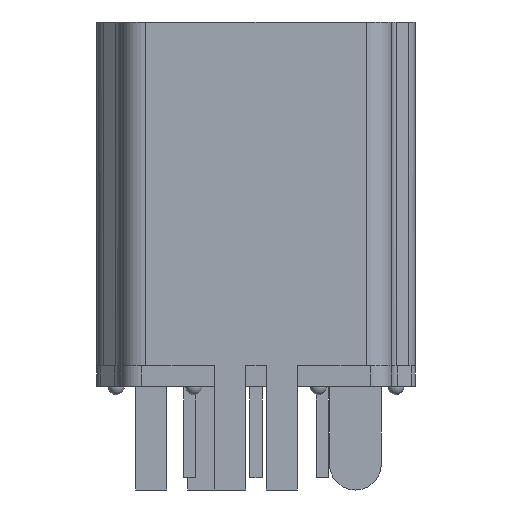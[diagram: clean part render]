
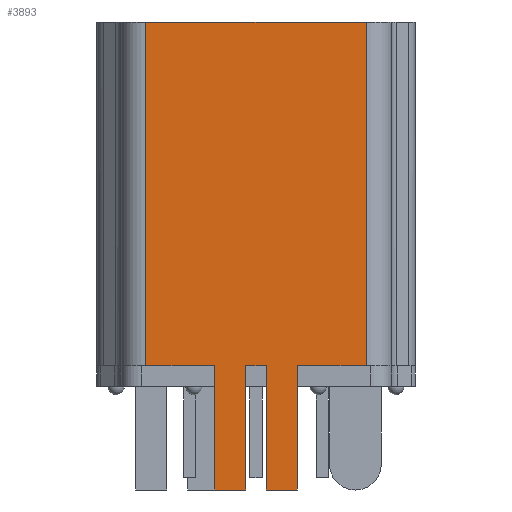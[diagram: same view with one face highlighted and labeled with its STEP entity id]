
A CAD part, front view. The second image highlights one B-rep face of the part: STEP entity #3893.
In plain terms, the highlighted planar face has unit normal (0, -1, 0).
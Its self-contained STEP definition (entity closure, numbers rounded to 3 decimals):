
#220=FACE_OUTER_BOUND('',#438,.T.);
#438=EDGE_LOOP('',(#2824,#2825,#2826,#2827,#2828,#2829,#2830,#2831,#2832,
#2833,#2834,#2835));
#631=LINE('',#5551,#1070);
#692=LINE('',#5738,#1131);
#696=LINE('',#5751,#1135);
#711=LINE('',#5797,#1150);
#750=LINE('',#5914,#1189);
#751=LINE('',#5917,#1190);
#752=LINE('',#5919,#1191);
#753=LINE('',#5920,#1192);
#754=LINE('',#5921,#1193);
#755=LINE('',#5923,#1194);
#756=LINE('',#5925,#1195);
#757=LINE('',#5926,#1196);
#1070=VECTOR('',#4435,5.328);
#1131=VECTOR('',#4584,0.5);
#1135=VECTOR('',#4594,1.664);
#1150=VECTOR('',#4629,1.664);
#1189=VECTOR('',#4742,8.3);
#1190=VECTOR('',#4745,3.);
#1191=VECTOR('',#4746,0.75);
#1192=VECTOR('',#4747,3.);
#1193=VECTOR('',#4748,8.3);
#1194=VECTOR('',#4749,3.);
#1195=VECTOR('',#4750,0.75);
#1196=VECTOR('',#4751,3.);
#1628=VERTEX_POINT('',#5548);
#1629=VERTEX_POINT('',#5550);
#1709=VERTEX_POINT('',#5734);
#1711=VERTEX_POINT('',#5737);
#1716=VERTEX_POINT('',#5748);
#1717=VERTEX_POINT('',#5750);
#1737=VERTEX_POINT('',#5794);
#1738=VERTEX_POINT('',#5796);
#1775=VERTEX_POINT('',#5916);
#1776=VERTEX_POINT('',#5918);
#1777=VERTEX_POINT('',#5922);
#1778=VERTEX_POINT('',#5924);
#2005=EDGE_CURVE('',#1629,#1628,#631,.T.);
#2096=EDGE_CURVE('',#1709,#1711,#692,.T.);
#2102=EDGE_CURVE('',#1716,#1717,#696,.T.);
#2124=EDGE_CURVE('',#1737,#1738,#711,.T.);
#2182=EDGE_CURVE('',#1738,#1628,#750,.T.);
#2183=EDGE_CURVE('',#1709,#1775,#751,.T.);
#2184=EDGE_CURVE('',#1775,#1776,#752,.T.);
#2185=EDGE_CURVE('',#1776,#1717,#753,.T.);
#2186=EDGE_CURVE('',#1716,#1629,#754,.T.);
#2187=EDGE_CURVE('',#1737,#1777,#755,.T.);
#2188=EDGE_CURVE('',#1777,#1778,#756,.T.);
#2189=EDGE_CURVE('',#1778,#1711,#757,.T.);
#2824=ORIENTED_EDGE('',*,*,#2096,.F.);
#2825=ORIENTED_EDGE('',*,*,#2183,.T.);
#2826=ORIENTED_EDGE('',*,*,#2184,.T.);
#2827=ORIENTED_EDGE('',*,*,#2185,.T.);
#2828=ORIENTED_EDGE('',*,*,#2102,.F.);
#2829=ORIENTED_EDGE('',*,*,#2186,.T.);
#2830=ORIENTED_EDGE('',*,*,#2005,.T.);
#2831=ORIENTED_EDGE('',*,*,#2182,.F.);
#2832=ORIENTED_EDGE('',*,*,#2124,.F.);
#2833=ORIENTED_EDGE('',*,*,#2187,.T.);
#2834=ORIENTED_EDGE('',*,*,#2188,.T.);
#2835=ORIENTED_EDGE('',*,*,#2189,.T.);
#3731=PLANE('',#4183);
#3893=ADVANCED_FACE('',(#220),#3731,.T.);
#4183=AXIS2_PLACEMENT_3D('',#5915,#4743,#4744);
#4435=DIRECTION('',(-1.,0.,0.));
#4584=DIRECTION('',(-1.,0.,0.));
#4594=DIRECTION('',(-1.,0.,0.));
#4629=DIRECTION('',(-1.,0.,0.));
#4742=DIRECTION('',(0.,0.,1.));
#4743=DIRECTION('center_axis',(0.,-1.,0.));
#4744=DIRECTION('ref_axis',(1.,0.,0.));
#4745=DIRECTION('',(0.,0.,-1.));
#4746=DIRECTION('',(1.,0.,0.));
#4747=DIRECTION('',(0.,0.,1.));
#4748=DIRECTION('',(0.,0.,1.));
#4749=DIRECTION('',(0.,0.,-1.));
#4750=DIRECTION('',(1.,0.,0.));
#4751=DIRECTION('',(0.,0.,1.));
#5548=CARTESIAN_POINT('',(-2.664,-1.95,0.));
#5550=CARTESIAN_POINT('',(2.664,-1.95,0.));
#5551=CARTESIAN_POINT('',(2.664,-1.95,0.));
#5734=CARTESIAN_POINT('',(0.25,-1.95,-8.3));
#5737=CARTESIAN_POINT('',(-0.25,-1.95,-8.3));
#5738=CARTESIAN_POINT('',(0.25,-1.95,-8.3));
#5748=CARTESIAN_POINT('',(2.664,-1.95,-8.3));
#5750=CARTESIAN_POINT('',(1.,-1.95,-8.3));
#5751=CARTESIAN_POINT('',(2.664,-1.95,-8.3));
#5794=CARTESIAN_POINT('',(-1.,-1.95,-8.3));
#5796=CARTESIAN_POINT('',(-2.664,-1.95,-8.3));
#5797=CARTESIAN_POINT('',(-1.,-1.95,-8.3));
#5914=CARTESIAN_POINT('',(-2.664,-1.95,-8.3));
#5915=CARTESIAN_POINT('Origin',(-2.664,-1.95,0.));
#5916=CARTESIAN_POINT('',(0.25,-1.95,-11.3));
#5917=CARTESIAN_POINT('',(0.25,-1.95,-8.3));
#5918=CARTESIAN_POINT('',(1.,-1.95,-11.3));
#5919=CARTESIAN_POINT('',(0.25,-1.95,-11.3));
#5920=CARTESIAN_POINT('',(1.,-1.95,-11.3));
#5921=CARTESIAN_POINT('',(2.664,-1.95,-8.3));
#5922=CARTESIAN_POINT('',(-1.,-1.95,-11.3));
#5923=CARTESIAN_POINT('',(-1.,-1.95,-8.3));
#5924=CARTESIAN_POINT('',(-0.25,-1.95,-11.3));
#5925=CARTESIAN_POINT('',(-1.,-1.95,-11.3));
#5926=CARTESIAN_POINT('',(-0.25,-1.95,-11.3));
